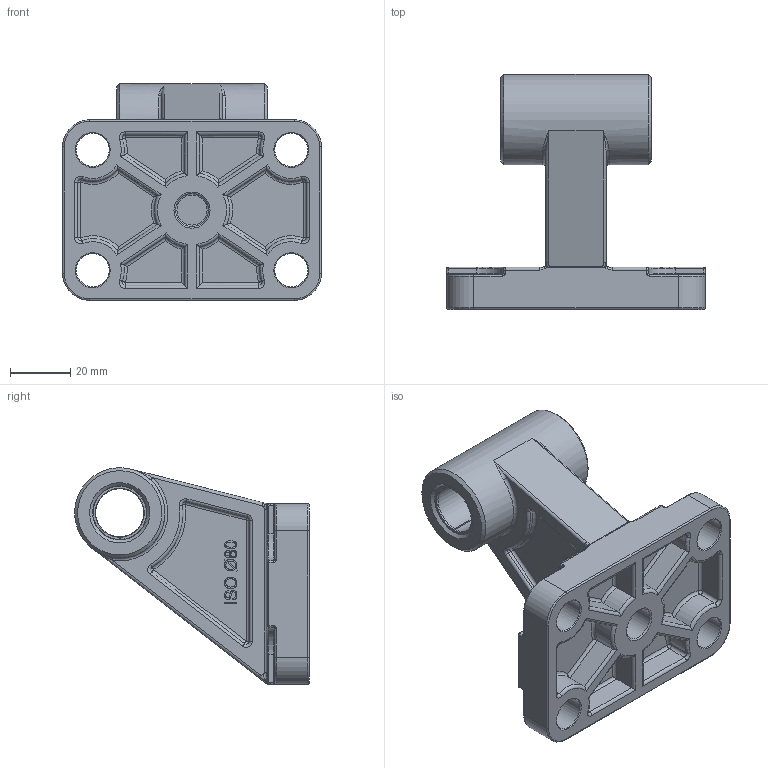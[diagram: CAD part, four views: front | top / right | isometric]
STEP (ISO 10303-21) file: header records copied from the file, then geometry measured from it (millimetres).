
FILE_DESCRIPTION(/* description */ (''),/* implementation_level */ '2;1');
FILE_NAME(/* name */ 'C-F-SA-80.stp',/* time_stamp */ '2015-11-16T08:54:50+01:00',/* author */ (''),/* organization */ (''),/* preprocessor_version */ 'ST-DEVELOPER v15.2',/* originating_system */ 'Autodesk Translator Framework v2.0.0.5431',/* authorisation */ '');
FILE_SCHEMA (('AUTOMOTIVE_DESIGN { 1 0 10303 214 3 1 1 }'));
Length unit declared in the file: centimetre
Products named in the file (1): (Unsaved)
Bounding box: 86 x 78 x 72 mm (x, y, z)
Volume: 102657.7 mm3; surface area: 31599.7 mm2
Topology: 1 solids, 1 shells, 1265 faces, 3363 edges, 2139 vertices
Faces by surface type: bspline 745, plane 257, cylinder 147, torus 76, cone 20, sphere 20
Full cylindrical faces by diameter (mm): 11 x5, 18 x1, 30 x1
Entity records: 47077 total; most frequent: CARTESIAN_POINT 20901, ORIENTED_EDGE 6666, EDGE_CURVE 3313, DIRECTION 3223, VERTEX_POINT 2120, B_SPLINE_CURVE_WITH_KNOTS 1532, LINE 1381, VECTOR 1381
